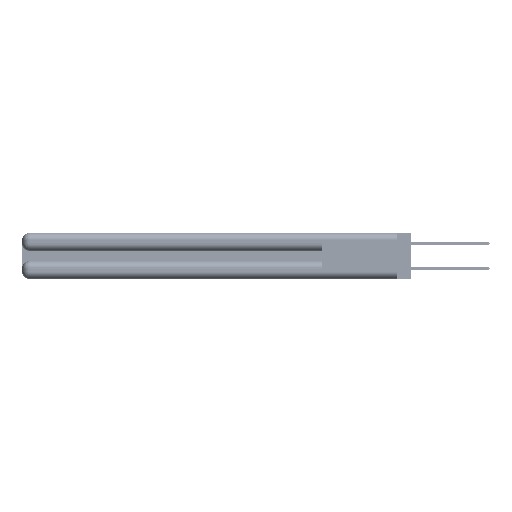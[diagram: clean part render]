
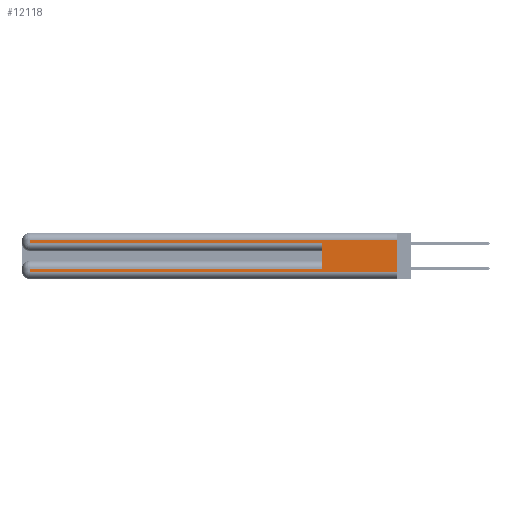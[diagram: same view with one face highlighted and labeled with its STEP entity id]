
A CAD part, left-side view. The second image highlights one B-rep face of the part: STEP entity #12118.
In plain terms, the highlighted planar face has unit normal (-1, 0, 0).
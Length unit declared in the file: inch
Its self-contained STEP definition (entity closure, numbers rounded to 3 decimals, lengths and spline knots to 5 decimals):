
#799 = ORIENTED_EDGE ( 'NONE', *, *, #35386, .T. ) ;
#1778 = ORIENTED_EDGE ( 'NONE', *, *, #10528, .T. ) ;
#2781 = LINE ( 'NONE', #49078, #9878 ) ;
#4556 = CARTESIAN_POINT ( 'NONE',  ( 0., 0., 0.06 ) ) ;
#4958 = LINE ( 'NONE', #29252, #20981 ) ;
#6713 = VECTOR ( 'NONE', #13734, 39.37008 ) ;
#7796 = VERTEX_POINT ( 'NONE', #46017 ) ;
#8683 = VECTOR ( 'NONE', #9463, 39.37008 ) ;
#9446 = ORIENTED_EDGE ( 'NONE', *, *, #18730, .F. ) ;
#9463 = DIRECTION ( 'NONE',  ( 0., 1., 0. ) ) ;
#9601 = VERTEX_POINT ( 'NONE', #4556 ) ;
#9878 = VECTOR ( 'NONE', #24045, 39.37008 ) ;
#10528 = EDGE_CURVE ( 'NONE', #49978, #34145, #51405, .T. ) ;
#10548 = ORIENTED_EDGE ( 'NONE', *, *, #37676, .T. ) ;
#10687 = ORIENTED_EDGE ( 'NONE', *, *, #43922, .T. ) ;
#12118 = ADVANCED_FACE ( 'NONE', ( #13879 ), #19875, .F. ) ;
#12758 = VECTOR ( 'NONE', #27324, 39.37008 ) ;
#12942 = EDGE_CURVE ( 'NONE', #29342, #49978, #40778, .T. ) ;
#13556 = CARTESIAN_POINT ( 'NONE',  ( 0., 2.94, 0.37 ) ) ;
#13734 = DIRECTION ( 'NONE',  ( 0., 0., -1. ) ) ;
#13879 = FACE_OUTER_BOUND ( 'NONE', #26418, .T. ) ;
#14537 = CARTESIAN_POINT ( 'NONE',  ( 0., 2.94, 0.085 ) ) ;
#15955 = DIRECTION ( 'NONE',  ( 1., 0., 0. ) ) ;
#17151 = CARTESIAN_POINT ( 'NONE',  ( 0., 0., 0.085 ) ) ;
#18730 = EDGE_CURVE ( 'NONE', #7796, #9601, #20148, .T. ) ;
#19875 = PLANE ( 'NONE',  #39960 ) ;
#20148 = LINE ( 'NONE', #48982, #23434 ) ;
#20981 = VECTOR ( 'NONE', #25268, 39.37008 ) ;
#22705 = LINE ( 'NONE', #27472, #34944 ) ;
#22985 = LINE ( 'NONE', #30945, #12758 ) ;
#23434 = VECTOR ( 'NONE', #44841, 39.37008 ) ;
#24045 = DIRECTION ( 'NONE',  ( 0., 0., 1. ) ) ;
#25268 = DIRECTION ( 'NONE',  ( 0., -1., 0. ) ) ;
#25817 = ORIENTED_EDGE ( 'NONE', *, *, #38674, .T. ) ;
#26418 = EDGE_LOOP ( 'NONE', ( #9446, #25817, #10548, #10687, #38340, #30991, #1778, #799 ) ) ;
#27324 = DIRECTION ( 'NONE',  ( 0., -1., 0. ) ) ;
#27472 = CARTESIAN_POINT ( 'NONE',  ( 0., 0., 0.31 ) ) ;
#28205 = CARTESIAN_POINT ( 'NONE',  ( 0., 0., 0.37 ) ) ;
#28326 = VERTEX_POINT ( 'NONE', #46346 ) ;
#28903 = VERTEX_POINT ( 'NONE', #29376 ) ;
#29252 = CARTESIAN_POINT ( 'NONE',  ( 0., 0., 0.285 ) ) ;
#29342 = VERTEX_POINT ( 'NONE', #31498 ) ;
#29376 = CARTESIAN_POINT ( 'NONE',  ( 0., 2.94, 0.285 ) ) ;
#30945 = CARTESIAN_POINT ( 'NONE',  ( 0., 0., 0.06 ) ) ;
#30991 = ORIENTED_EDGE ( 'NONE', *, *, #12942, .T. ) ;
#31498 = CARTESIAN_POINT ( 'NONE',  ( 0., 0.6, 0.085 ) ) ;
#32130 = DIRECTION ( 'NONE',  ( 0., 0., -1. ) ) ;
#34145 = VERTEX_POINT ( 'NONE', #52652 ) ;
#34944 = VECTOR ( 'NONE', #52523, 39.37008 ) ;
#35386 = EDGE_CURVE ( 'NONE', #34145, #9601, #22985, .T. ) ;
#36646 = DIRECTION ( 'NONE',  ( 0., 0., -1. ) ) ;
#37047 = CARTESIAN_POINT ( 'NONE',  ( 0., 0.6, 0.285 ) ) ;
#37676 = EDGE_CURVE ( 'NONE', #28326, #28903, #50470, .T. ) ;
#38340 = ORIENTED_EDGE ( 'NONE', *, *, #38789, .F. ) ;
#38674 = EDGE_CURVE ( 'NONE', #7796, #28326, #22705, .T. ) ;
#38789 = EDGE_CURVE ( 'NONE', #29342, #47893, #2781, .T. ) ;
#39960 = AXIS2_PLACEMENT_3D ( 'NONE', #28205, #15955, #36646 ) ;
#40411 = VECTOR ( 'NONE', #32130, 39.37008 ) ;
#40778 = LINE ( 'NONE', #17151, #8683 ) ;
#43922 = EDGE_CURVE ( 'NONE', #28903, #47893, #4958, .T. ) ;
#44179 = CARTESIAN_POINT ( 'NONE',  ( 0., 2.94, 0.37 ) ) ;
#44841 = DIRECTION ( 'NONE',  ( 0., 0., -1. ) ) ;
#46017 = CARTESIAN_POINT ( 'NONE',  ( 0., 0., 0.31 ) ) ;
#46346 = CARTESIAN_POINT ( 'NONE',  ( 0., 2.94, 0.31 ) ) ;
#47893 = VERTEX_POINT ( 'NONE', #37047 ) ;
#48982 = CARTESIAN_POINT ( 'NONE',  ( 0., 0., 0.37 ) ) ;
#49078 = CARTESIAN_POINT ( 'NONE',  ( 0., 0.6, 0.145 ) ) ;
#49978 = VERTEX_POINT ( 'NONE', #14537 ) ;
#50470 = LINE ( 'NONE', #13556, #6713 ) ;
#51405 = LINE ( 'NONE', #44179, #40411 ) ;
#52523 = DIRECTION ( 'NONE',  ( 0., 1., 0. ) ) ;
#52652 = CARTESIAN_POINT ( 'NONE',  ( 0., 2.94, 0.06 ) ) ;
